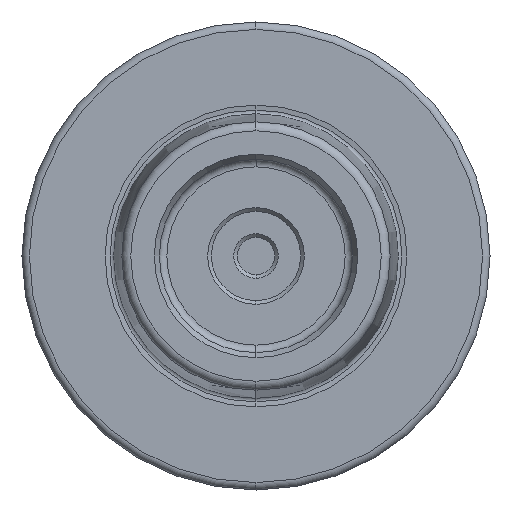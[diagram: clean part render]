
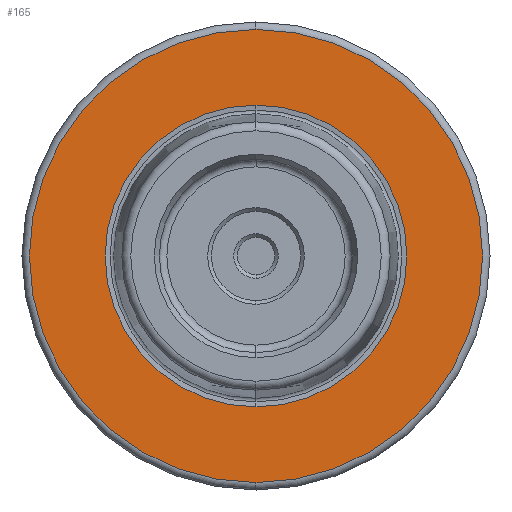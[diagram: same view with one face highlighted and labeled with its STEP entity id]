
A CAD part, left-side view. The second image highlights one B-rep face of the part: STEP entity #165.
In plain terms, the highlighted planar face has unit normal (-1, 0, 0).
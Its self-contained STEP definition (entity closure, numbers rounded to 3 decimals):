
#165 = ADVANCED_FACE ( 'NONE', ( #19597, #19661 ), #15911, .T. ) ;
#759 = AXIS2_PLACEMENT_3D ( 'NONE', #12601, #12613, #12602 ) ;
#848 = AXIS2_PLACEMENT_3D ( 'NONE', #20464, #20453, #20484 ) ;
#956 = ORIENTED_EDGE ( 'NONE', *, *, #25385, .T. ) ;
#981 = ORIENTED_EDGE ( 'NONE', *, *, #3530, .T. ) ;
#989 = ORIENTED_EDGE ( 'NONE', *, *, #8729, .T. ) ;
#1004 = ORIENTED_EDGE ( 'NONE', *, *, #8629, .T. ) ;
#2958 = CIRCLE ( 'NONE', #759, 30.5 ) ;
#3530 = EDGE_CURVE ( 'NONE', #27112, #27109, #16429, .T. ) ;
#8036 = AXIS2_PLACEMENT_3D ( 'NONE', #15917, #15919, #15958 ) ;
#8629 = EDGE_CURVE ( 'NONE', #27105, #27090, #2958, .T. ) ;
#8729 = EDGE_CURVE ( 'NONE', #27109, #27112, #13056, .T. ) ;
#12182 = CARTESIAN_POINT ( 'NONE',  ( 0., 0., 0. ) ) ;
#12192 = DIRECTION ( 'NONE',  ( 1., 0., 0. ) ) ;
#12203 = DIRECTION ( 'NONE',  ( 0., 0., -1. ) ) ;
#12601 = CARTESIAN_POINT ( 'NONE',  ( 0., 0., 0. ) ) ;
#12602 = DIRECTION ( 'NONE',  ( 0., 0., 1. ) ) ;
#12613 = DIRECTION ( 'NONE',  ( -1., 0., 0. ) ) ;
#13056 = CIRCLE ( 'NONE', #13538, 20.308 ) ;
#13360 = CIRCLE ( 'NONE', #13464, 30.5 ) ;
#13464 = AXIS2_PLACEMENT_3D ( 'NONE', #22515, #22534, #22540 ) ;
#13538 = AXIS2_PLACEMENT_3D ( 'NONE', #12182, #12192, #12203 ) ;
#14401 = EDGE_LOOP ( 'NONE', ( #981, #989 ) ) ;
#14445 = EDGE_LOOP ( 'NONE', ( #956, #1004 ) ) ;
#15911 = PLANE ( 'NONE',  #8036 ) ;
#15917 = CARTESIAN_POINT ( 'NONE',  ( 0., 20.308, 0. ) ) ;
#15919 = DIRECTION ( 'NONE',  ( -1., 0., 0. ) ) ;
#15958 = DIRECTION ( 'NONE',  ( 0., 0., 1. ) ) ;
#16429 = CIRCLE ( 'NONE', #848, 20.308 ) ;
#19597 = FACE_OUTER_BOUND ( 'NONE', #14445, .T. ) ;
#19661 = FACE_BOUND ( 'NONE', #14401, .T. ) ;
#20453 = DIRECTION ( 'NONE',  ( 1., 0., 0. ) ) ;
#20464 = CARTESIAN_POINT ( 'NONE',  ( 0., 0., 0. ) ) ;
#20484 = DIRECTION ( 'NONE',  ( 0., 0., -1. ) ) ;
#22515 = CARTESIAN_POINT ( 'NONE',  ( 0., 0., 0. ) ) ;
#22534 = DIRECTION ( 'NONE',  ( -1., 0., 0. ) ) ;
#22540 = DIRECTION ( 'NONE',  ( 0., 0., 1. ) ) ;
#22613 = CARTESIAN_POINT ( 'NONE',  ( 0., 0., -30.5 ) ) ;
#22618 = CARTESIAN_POINT ( 'NONE',  ( 0., 0., -20.308 ) ) ;
#22625 = CARTESIAN_POINT ( 'NONE',  ( 0., 0., 20.308 ) ) ;
#22626 = CARTESIAN_POINT ( 'NONE',  ( 0., 0., 30.5 ) ) ;
#25385 = EDGE_CURVE ( 'NONE', #27090, #27105, #13360, .T. ) ;
#27090 = VERTEX_POINT ( 'NONE', #22626 ) ;
#27105 = VERTEX_POINT ( 'NONE', #22613 ) ;
#27109 = VERTEX_POINT ( 'NONE', #22618 ) ;
#27112 = VERTEX_POINT ( 'NONE', #22625 ) ;
